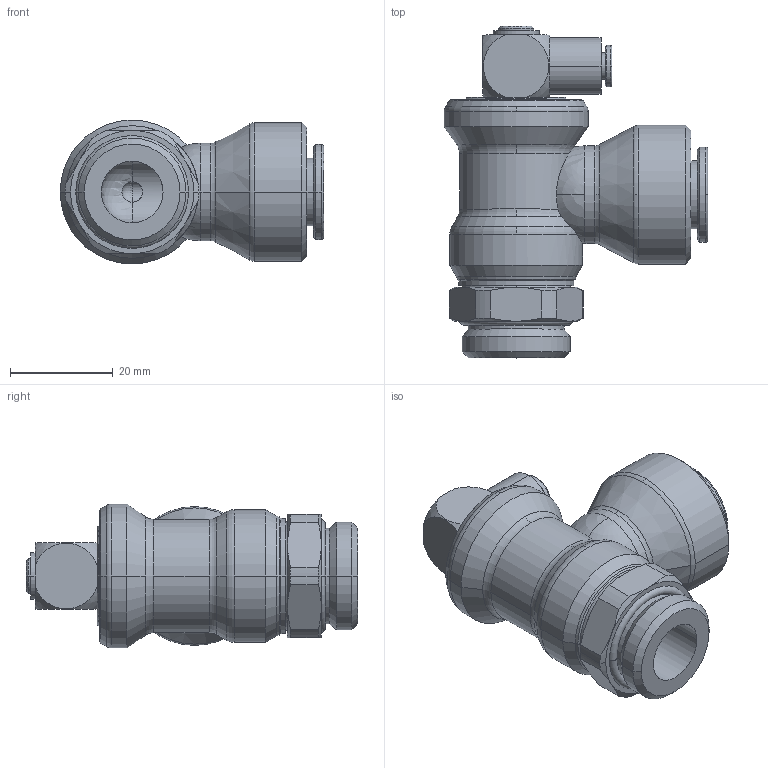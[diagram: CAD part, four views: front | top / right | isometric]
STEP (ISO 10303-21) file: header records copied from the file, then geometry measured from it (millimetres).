
FILE_DESCRIPTION(('STEP AP214'),'1');
FILE_NAME('7880_12_21.stp','2016-07-07T14:58:04',('TraceParts'),('TraceParts S.A.'),'Spatial InterOp 3D',' ',' ');
FILE_SCHEMA(('automotive_design'));
Length unit declared in the file: millimetre
Products named in the file (1): 1
Bounding box: 51.27 x 64.55 x 28 mm (x, y, z)
Volume: 28965.6 mm3; surface area: 11610 mm2
Topology: 1 solids, 1 shells, 159 faces, 400 edges, 246 vertices
Faces by surface type: cone 48, cylinder 48, torus 26, plane 25, sphere 12
Entity records: 5078 total; most frequent: CARTESIAN_POINT 1164, DIRECTION 930, ORIENTED_EDGE 784, AXIS2_PLACEMENT_3D 417, EDGE_CURVE 392, CIRCLE 253, VERTEX_POINT 246, EDGE_LOOP 172
